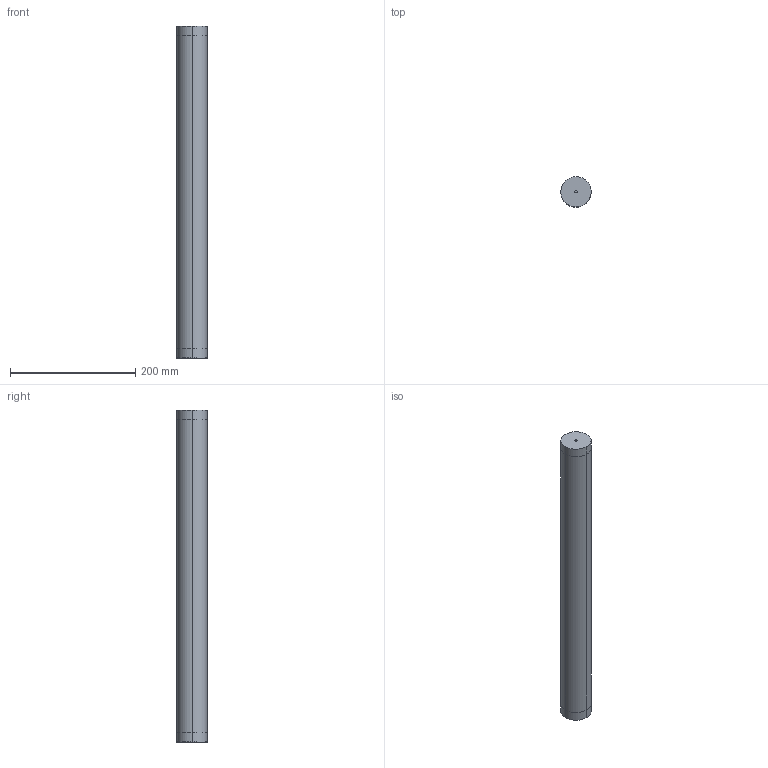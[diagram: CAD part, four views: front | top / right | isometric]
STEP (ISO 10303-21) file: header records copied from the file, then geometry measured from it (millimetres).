
FILE_DESCRIPTION(/* description */ ('STEP AP203'),/* implementation_level */ '2;1');
FILE_NAME(/* name */ 'Geometry_full',/* time_stamp */ '2022-04-05T14:40:24+02:00',/* author */ (' '),/* organization */ (' '),/* preprocessor_version */ 'ST-DEVELOPER v18.101',/* originating_system */ ' ',/* authorisation */ ' ');
FILE_SCHEMA (('CONFIG_CONTROL_DESIGN'));
Products named in the file (989): id2; id5; id8; id11; id14; id17; id20; id23; id26; id29; id32; id35; id38; id41; id44; id47; id50; id53; id56; id59; id62; id65; id68; id71; id74; id77; id80; id83; id86; id89; id92; id95; id98; id101; id104; id107; id110; id113; id116; id119 ...
Bounding box: 48.3 x 48.3 x 530 mm (x, y, z)
Volume: 971091.6 mm3; surface area: 565129.8 mm2
Topology: 989 solids, 990 shells, 7812 faces, 16643 edges, 11021 vertices
Faces by surface type: bspline 7680, cylinder 128, plane 4
Entity records: 212955 total; most frequent: CARTESIAN_POINT 92178, ORIENTED_EDGE 33262, EDGE_CURVE 16631, VERTEX_POINT 11015, EDGE_LOOP 8260, FACE_BOUND 8260, ADVANCED_FACE 7812, DIRECTION 6451
